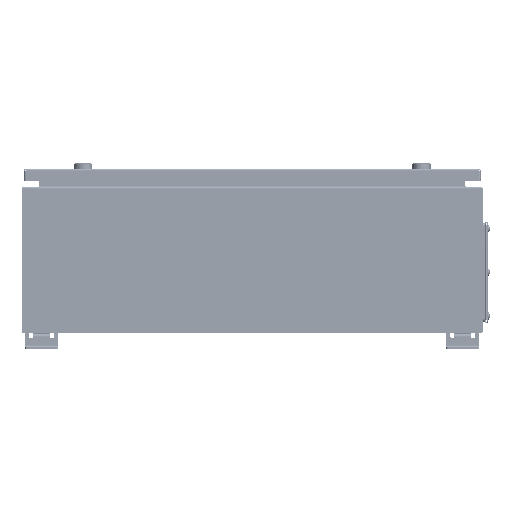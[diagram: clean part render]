
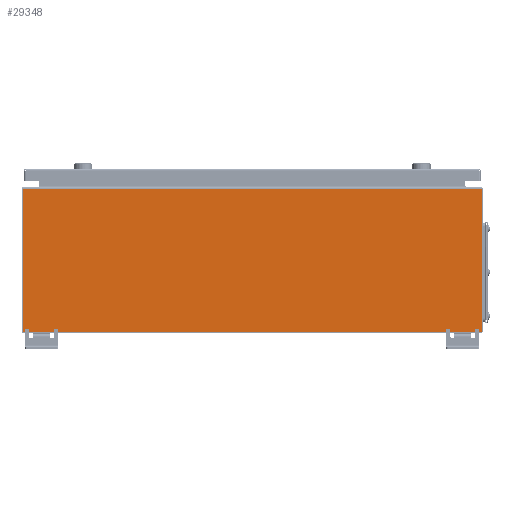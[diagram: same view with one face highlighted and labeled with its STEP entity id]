
A CAD part, left-side view. The second image highlights one B-rep face of the part: STEP entity #29348.
In plain terms, the highlighted planar face has unit normal (-1, 0, 0).
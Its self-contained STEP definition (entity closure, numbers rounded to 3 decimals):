
#792 = VERTEX_POINT ( 'NONE', #15648 ) ;
#3320 = ORIENTED_EDGE ( 'NONE', *, *, #11433, .F. ) ;
#7457 = AXIS2_PLACEMENT_3D ( 'NONE', #33317, #22342, #59963 ) ;
#7535 = CARTESIAN_POINT ( 'NONE',  ( -1.5, -350., -111.5 ) ) ;
#9469 = CARTESIAN_POINT ( 'NONE',  ( -1.5, -350., 111.5 ) ) ;
#9890 = VERTEX_POINT ( 'NONE', #28619 ) ;
#10930 = LINE ( 'NONE', #46383, #38344 ) ;
#11039 = VERTEX_POINT ( 'NONE', #60210 ) ;
#11433 = EDGE_CURVE ( 'NONE', #57104, #11039, #51958, .T. ) ;
#11570 = ORIENTED_EDGE ( 'NONE', *, *, #70723, .F. ) ;
#12844 = EDGE_CURVE ( 'NONE', #14798, #19141, #24096, .T. ) ;
#13345 = LINE ( 'NONE', #24628, #62649 ) ;
#14798 = VERTEX_POINT ( 'NONE', #40298 ) ;
#15648 = CARTESIAN_POINT ( 'NONE',  ( -1.5, 350., 108.5 ) ) ;
#19141 = VERTEX_POINT ( 'NONE', #51078 ) ;
#22342 = DIRECTION ( 'NONE',  ( -1., 0., 0. ) ) ;
#22948 = DIRECTION ( 'NONE',  ( 0., 0., 1. ) ) ;
#24096 = LINE ( 'NONE', #7535, #31099 ) ;
#24628 = CARTESIAN_POINT ( 'NONE',  ( -1.5, -350., 108.5 ) ) ;
#28619 = CARTESIAN_POINT ( 'NONE',  ( -1.5, 350., -108.5 ) ) ;
#28633 = DIRECTION ( 'NONE',  ( 0., 0., 1. ) ) ;
#29348 = ADVANCED_FACE ( 'NONE', ( #44663 ), #32947, .T. ) ;
#29688 = EDGE_LOOP ( 'NONE', ( #59713, #71371, #3320, #34247, #11570, #61419 ) ) ;
#31099 = VECTOR ( 'NONE', #35818, 1000. ) ;
#31524 = CIRCLE ( 'NONE', #46005, 3. ) ;
#32947 = PLANE ( 'NONE',  #7457 ) ;
#33317 = CARTESIAN_POINT ( 'NONE',  ( -1.5, 0., 0. ) ) ;
#34247 = ORIENTED_EDGE ( 'NONE', *, *, #70125, .T. ) ;
#34331 = CARTESIAN_POINT ( 'NONE',  ( -1.5, 347., -108.5 ) ) ;
#35818 = DIRECTION ( 'NONE',  ( 0., 1., 0. ) ) ;
#38344 = VECTOR ( 'NONE', #28633, 1000. ) ;
#40298 = CARTESIAN_POINT ( 'NONE',  ( -1.5, -347., -111.5 ) ) ;
#42015 = DIRECTION ( 'NONE',  ( 0., 1., 0. ) ) ;
#44663 = FACE_OUTER_BOUND ( 'NONE', #29688, .T. ) ;
#45540 = DIRECTION ( 'NONE',  ( 0., 0., -1. ) ) ;
#45743 = CIRCLE ( 'NONE', #48127, 3. ) ;
#46005 = AXIS2_PLACEMENT_3D ( 'NONE', #74405, #52407, #22948 ) ;
#46383 = CARTESIAN_POINT ( 'NONE',  ( -1.5, 350., 111.5 ) ) ;
#46805 = VECTOR ( 'NONE', #45540, 1000. ) ;
#48127 = AXIS2_PLACEMENT_3D ( 'NONE', #34331, #57424, #52445 ) ;
#51078 = CARTESIAN_POINT ( 'NONE',  ( -1.5, 347., -111.5 ) ) ;
#51556 = EDGE_CURVE ( 'NONE', #14798, #11039, #31524, .T. ) ;
#51958 = LINE ( 'NONE', #9469, #46805 ) ;
#52407 = DIRECTION ( 'NONE',  ( -1., 0., 0. ) ) ;
#52445 = DIRECTION ( 'NONE',  ( 0., 0., 1. ) ) ;
#57104 = VERTEX_POINT ( 'NONE', #74512 ) ;
#57424 = DIRECTION ( 'NONE',  ( -1., 0., 0. ) ) ;
#58434 = EDGE_CURVE ( 'NONE', #9890, #19141, #45743, .T. ) ;
#59713 = ORIENTED_EDGE ( 'NONE', *, *, #12844, .F. ) ;
#59963 = DIRECTION ( 'NONE',  ( 0., 0., 1. ) ) ;
#60210 = CARTESIAN_POINT ( 'NONE',  ( -1.5, -350., -108.5 ) ) ;
#61419 = ORIENTED_EDGE ( 'NONE', *, *, #58434, .T. ) ;
#62649 = VECTOR ( 'NONE', #42015, 1000. ) ;
#70125 = EDGE_CURVE ( 'NONE', #57104, #792, #13345, .T. ) ;
#70723 = EDGE_CURVE ( 'NONE', #9890, #792, #10930, .T. ) ;
#71371 = ORIENTED_EDGE ( 'NONE', *, *, #51556, .T. ) ;
#74405 = CARTESIAN_POINT ( 'NONE',  ( -1.5, -347., -108.5 ) ) ;
#74512 = CARTESIAN_POINT ( 'NONE',  ( -1.5, -350., 108.5 ) ) ;
